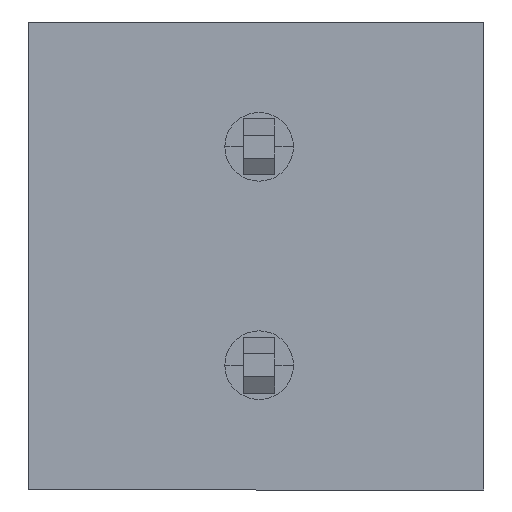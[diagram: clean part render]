
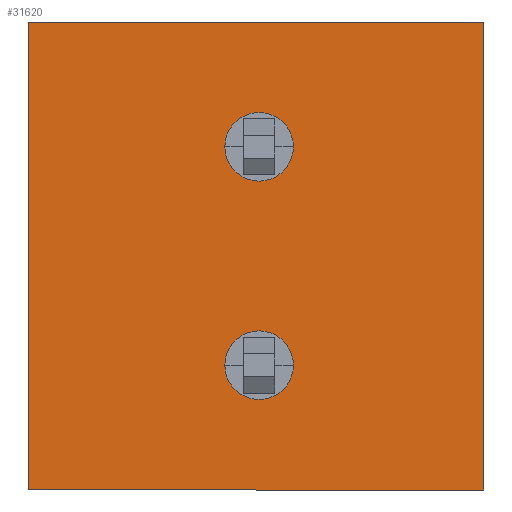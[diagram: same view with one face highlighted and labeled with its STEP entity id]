
A CAD part, front view. The second image highlights one B-rep face of the part: STEP entity #31620.
In plain terms, the highlighted planar face has unit normal (0, -1, 0).
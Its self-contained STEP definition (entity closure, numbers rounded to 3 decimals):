
#3160=CARTESIAN_POINT('',(-84.502,20.821
   ,-2.));
#3170=DIRECTION('',(1.,0.,
   0.));
#3180=VECTOR('',#3170,1.);
#3190=LINE('',#3160,#3180);
#3200=CARTESIAN_POINT('',(-34.955,20.821
   ,-2.));
#3210=VERTEX_POINT('',#3200);
#3220=CARTESIAN_POINT('',(-27.655,20.821
   ,-2.));
#3230=VERTEX_POINT('',#3220);
#3240=EDGE_CURVE('',#3210,#3230,#3190,.T.);
#9510=CARTESIAN_POINT('',(-30.805,20.821
   ,0.));
#9520=VERTEX_POINT('',#9510);
#9570=CARTESIAN_POINT('',(-31.355,20.821
   ,0.));
#9580=DIRECTION('',(0.,-1.,
   0.));
#9590=DIRECTION('',(1.,0.,
   0.));
#9600=AXIS2_PLACEMENT_3D('',#9570,#9580,#9590);
#9610=CIRCLE('',#9600,0.55);
#9620=CARTESIAN_POINT('',(-31.905,20.821
   ,0.));
#9630=VERTEX_POINT('',#9620);
#9640=EDGE_CURVE('',#9630,#9520,#9610,.T.);
#27990=CARTESIAN_POINT('',(-34.955,
   20.821,5.5));
#28000=VERTEX_POINT('',#27990);
#28030=CARTESIAN_POINT('',(-34.955,
   20.821,5.));
#28040=DIRECTION('',(0.,0.,
   1.));
#28050=VECTOR('',#28040,1.);
#28060=LINE('',#28030,#28050);
#28070=EDGE_CURVE('',#3210,#28000,#28060,.T.);
#31190=CARTESIAN_POINT('',(-27.655,
   20.821,0.));
#31200=DIRECTION('',(0.,-1.,
   0.));
#31210=DIRECTION('',(-1.,0.,
   0.));
#31220=AXIS2_PLACEMENT_3D('',#31190,#31200,#31210);
#31230=PLANE('',#31220);
#31240=CARTESIAN_POINT('',(-31.355,
   20.821,3.5));
#31250=DIRECTION('',(0.,-1.,
   0.));
#31260=DIRECTION('',(1.,0.,
   0.));
#31270=AXIS2_PLACEMENT_3D('',#31240,#31250,#31260);
#31280=CIRCLE('',#31270,0.55);
#31290=CARTESIAN_POINT('',(-30.805,
   20.821,3.5));
#31300=VERTEX_POINT('',#31290);
#31310=CARTESIAN_POINT('',(-31.905,
   20.821,3.5));
#31320=VERTEX_POINT('',#31310);
#31330=EDGE_CURVE('',#31300,#31320,#31280,.T.);
#31340=ORIENTED_EDGE('',*,*,#31330,.F.);
#31350=EDGE_CURVE('',#31320,#31300,#31280,.T.);
#31360=ORIENTED_EDGE('',*,*,#31350,.F.);
#31370=EDGE_LOOP('',(#31360,#31340));
#31380=FACE_BOUND('',#31370,.T.);
#31390=EDGE_CURVE('',#9520,#9630,#9610,.T.);
#31400=ORIENTED_EDGE('',*,*,#31390,.F.);
#31410=ORIENTED_EDGE('',*,*,#9640,.F.);
#31420=EDGE_LOOP('',(#31410,#31400));
#31430=FACE_BOUND('',#31420,.T.);
#31440=ORIENTED_EDGE('',*,*,#3240,.T.);
#31450=ORIENTED_EDGE('',*,*,#28070,.F.);
#31460=CARTESIAN_POINT('',(-84.502,
   20.821,5.5));
#31470=DIRECTION('',(1.,0.,
   0.));
#31480=VECTOR('',#31470,1.);
#31490=LINE('',#31460,#31480);
#31500=CARTESIAN_POINT('',(-27.655,
   20.821,5.5));
#31510=VERTEX_POINT('',#31500);
#31520=EDGE_CURVE('',#28000,#31510,#31490,.T.);
#31530=ORIENTED_EDGE('',*,*,#31520,.F.);
#31540=CARTESIAN_POINT('',(-27.655,
   20.821,5.));
#31550=DIRECTION('',(0.,0.,
   -1.));
#31560=VECTOR('',#31550,1.);
#31570=LINE('',#31540,#31560);
#31580=EDGE_CURVE('',#31510,#3230,#31570,.T.);
#31590=ORIENTED_EDGE('',*,*,#31580,.F.);
#31600=EDGE_LOOP('',(#31590,#31530,#31450,#31440));
#31610=FACE_OUTER_BOUND('',#31600,.T.);
#31620=ADVANCED_FACE('',(#31380,#31430,#31610),#31230,.T.);
